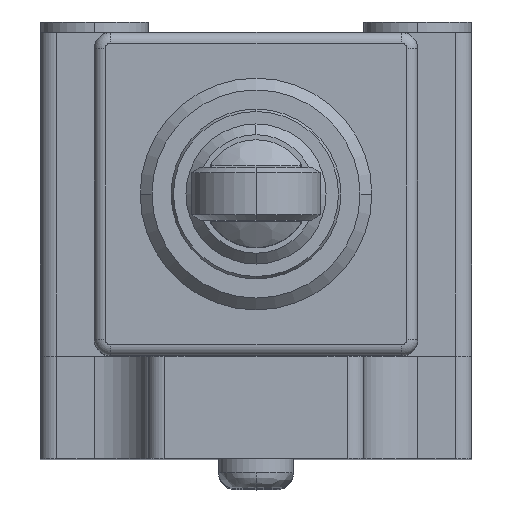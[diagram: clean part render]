
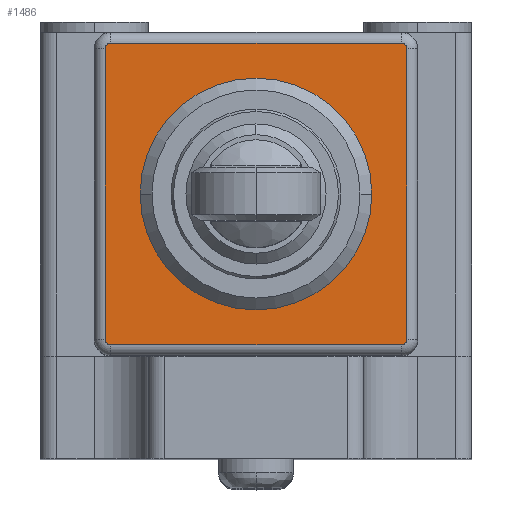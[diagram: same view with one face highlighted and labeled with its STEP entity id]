
A CAD part, top view. The second image highlights one B-rep face of the part: STEP entity #1486.
In plain terms, the highlighted planar face has unit normal (0, 0, 1).
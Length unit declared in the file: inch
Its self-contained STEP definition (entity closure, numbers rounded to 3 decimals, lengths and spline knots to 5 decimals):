
#321 = VERTEX_POINT ( 'NONE', #5682 ) ;
#349 = DIRECTION ( 'NONE',  ( 0., 1., 0. ) ) ;
#365 = CARTESIAN_POINT ( 'NONE',  ( -0.5315, -0.07874, 1.04331 ) ) ;
#428 = LINE ( 'NONE', #4319, #1076 ) ;
#458 = DIRECTION ( 'NONE',  ( -1., 0., 0. ) ) ;
#583 = DIRECTION ( 'NONE',  ( -1., 0., 0. ) ) ;
#744 = LINE ( 'NONE', #2070, #5670 ) ;
#845 = VERTEX_POINT ( 'NONE', #3878 ) ;
#900 = VERTEX_POINT ( 'NONE', #6553 ) ;
#905 = DIRECTION ( 'NONE',  ( 0., 0., -1. ) ) ;
#967 = VERTEX_POINT ( 'NONE', #4153 ) ;
#1063 = CARTESIAN_POINT ( 'NONE',  ( 0., -0.62992, 1.04331 ) ) ;
#1076 = VECTOR ( 'NONE', #349, 39.37008 ) ;
#1121 = VERTEX_POINT ( 'NONE', #365 ) ;
#1369 = CARTESIAN_POINT ( 'NONE',  ( -0.5315, -1.16142, 1.04331 ) ) ;
#1410 = CARTESIAN_POINT ( 'NONE',  ( -0.55118, -0.09843, 1.04331 ) ) ;
#1486 = ADVANCED_FACE ( 'NONE', ( #5544, #4189 ), #6121, .T. ) ;
#1500 = VECTOR ( 'NONE', #583, 39.37008 ) ;
#1671 = ORIENTED_EDGE ( 'NONE', *, *, #4660, .T. ) ;
#1840 = AXIS2_PLACEMENT_3D ( 'NONE', #1063, #2593, #2103 ) ;
#1881 = EDGE_CURVE ( 'NONE', #1121, #3605, #1961, .T. ) ;
#1898 = ORIENTED_EDGE ( 'NONE', *, *, #4203, .F. ) ;
#1933 = ORIENTED_EDGE ( 'NONE', *, *, #4583, .T. ) ;
#1961 = CIRCLE ( 'NONE', #6154, 0.01969 ) ;
#1988 = DIRECTION ( 'NONE',  ( 0., -1., 0. ) ) ;
#2031 = CARTESIAN_POINT ( 'NONE',  ( 0.29528, -1.1811, 1.04331 ) ) ;
#2070 = CARTESIAN_POINT ( 'NONE',  ( -0.29528, -0.07874, 1.04331 ) ) ;
#2087 = VECTOR ( 'NONE', #5909, 39.37008 ) ;
#2103 = DIRECTION ( 'NONE',  ( 1., 0., 0. ) ) ;
#2162 = AXIS2_PLACEMENT_3D ( 'NONE', #5434, #3875, #2371 ) ;
#2197 = CIRCLE ( 'NONE', #5697, 0.01969 ) ;
#2205 = ORIENTED_EDGE ( 'NONE', *, *, #3073, .T. ) ;
#2255 = CARTESIAN_POINT ( 'NONE',  ( 0.55118, -0.33465, 1.04331 ) ) ;
#2265 = EDGE_CURVE ( 'NONE', #3402, #967, #2197, .T. ) ;
#2371 = DIRECTION ( 'NONE',  ( 1., 0., 0. ) ) ;
#2406 = CARTESIAN_POINT ( 'NONE',  ( -0.55118, -1.16142, 1.04331 ) ) ;
#2425 = DIRECTION ( 'NONE',  ( 1., 0., 0. ) ) ;
#2593 = DIRECTION ( 'NONE',  ( 0., 0., 1. ) ) ;
#2635 = CARTESIAN_POINT ( 'NONE',  ( 0.55118, -0.09843, 1.04331 ) ) ;
#2773 = ORIENTED_EDGE ( 'NONE', *, *, #4757, .F. ) ;
#2895 = AXIS2_PLACEMENT_3D ( 'NONE', #5524, #6607, #4535 ) ;
#2949 = VERTEX_POINT ( 'NONE', #6298 ) ;
#2967 = CARTESIAN_POINT ( 'NONE',  ( 0.5315, -1.16142, 1.04331 ) ) ;
#3073 = EDGE_CURVE ( 'NONE', #900, #321, #6056, .T. ) ;
#3402 = VERTEX_POINT ( 'NONE', #2406 ) ;
#3605 = VERTEX_POINT ( 'NONE', #1410 ) ;
#3690 = AXIS2_PLACEMENT_3D ( 'NONE', #3928, #905, #458 ) ;
#3761 = VERTEX_POINT ( 'NONE', #6568 ) ;
#3875 = DIRECTION ( 'NONE',  ( 0., 0., 1. ) ) ;
#3878 = CARTESIAN_POINT ( 'NONE',  ( 0.55118, -1.16142, 1.04331 ) ) ;
#3928 = CARTESIAN_POINT ( 'NONE',  ( 0., -0.62992, 1.04331 ) ) ;
#3933 = LINE ( 'NONE', #2255, #2087 ) ;
#3945 = ORIENTED_EDGE ( 'NONE', *, *, #2265, .T. ) ;
#4153 = CARTESIAN_POINT ( 'NONE',  ( -0.5315, -1.1811, 1.04331 ) ) ;
#4189 = FACE_OUTER_BOUND ( 'NONE', #4696, .T. ) ;
#4203 = EDGE_CURVE ( 'NONE', #1121, #2949, #744, .T. ) ;
#4309 = DIRECTION ( 'NONE',  ( 1., 0., 0. ) ) ;
#4319 = CARTESIAN_POINT ( 'NONE',  ( -0.55118, -0.9252, 1.04331 ) ) ;
#4524 = LINE ( 'NONE', #2031, #1500 ) ;
#4532 = ORIENTED_EDGE ( 'NONE', *, *, #6081, .T. ) ;
#4535 = DIRECTION ( 'NONE',  ( -1., 0., 0. ) ) ;
#4583 = EDGE_CURVE ( 'NONE', #4732, #2949, #5178, .T. ) ;
#4660 = EDGE_CURVE ( 'NONE', #321, #900, #5492, .T. ) ;
#4696 = EDGE_LOOP ( 'NONE', ( #3945, #2773, #4532, #5736, #1933, #1898, #4911, #5466 ) ) ;
#4732 = VERTEX_POINT ( 'NONE', #2635 ) ;
#4757 = EDGE_CURVE ( 'NONE', #3761, #967, #4524, .T. ) ;
#4911 = ORIENTED_EDGE ( 'NONE', *, *, #1881, .T. ) ;
#5045 = EDGE_CURVE ( 'NONE', #4732, #845, #3933, .T. ) ;
#5087 = EDGE_CURVE ( 'NONE', #3402, #3605, #428, .T. ) ;
#5160 = AXIS2_PLACEMENT_3D ( 'NONE', #2967, #6562, #1988 ) ;
#5178 = CIRCLE ( 'NONE', #2162, 0.01969 ) ;
#5434 = CARTESIAN_POINT ( 'NONE',  ( 0.5315, -0.09843, 1.04331 ) ) ;
#5466 = ORIENTED_EDGE ( 'NONE', *, *, #5087, .F. ) ;
#5480 = DIRECTION ( 'NONE',  ( 0., 0., 1. ) ) ;
#5492 = CIRCLE ( 'NONE', #2895, 0.42323 ) ;
#5524 = CARTESIAN_POINT ( 'NONE',  ( 0., -0.62992, 1.04331 ) ) ;
#5544 = FACE_BOUND ( 'NONE', #6414, .T. ) ;
#5670 = VECTOR ( 'NONE', #6228, 39.37008 ) ;
#5682 = CARTESIAN_POINT ( 'NONE',  ( 0.42323, -0.62992, 1.04331 ) ) ;
#5697 = AXIS2_PLACEMENT_3D ( 'NONE', #1369, #5480, #2425 ) ;
#5736 = ORIENTED_EDGE ( 'NONE', *, *, #5045, .F. ) ;
#5909 = DIRECTION ( 'NONE',  ( 0., -1., 0. ) ) ;
#6056 = CIRCLE ( 'NONE', #3690, 0.42323 ) ;
#6081 = EDGE_CURVE ( 'NONE', #3761, #845, #6578, .T. ) ;
#6121 = PLANE ( 'NONE',  #1840 ) ;
#6154 = AXIS2_PLACEMENT_3D ( 'NONE', #6353, #6373, #4309 ) ;
#6228 = DIRECTION ( 'NONE',  ( 1., 0., 0. ) ) ;
#6298 = CARTESIAN_POINT ( 'NONE',  ( 0.5315, -0.07874, 1.04331 ) ) ;
#6353 = CARTESIAN_POINT ( 'NONE',  ( -0.5315, -0.09843, 1.04331 ) ) ;
#6373 = DIRECTION ( 'NONE',  ( 0., 0., 1. ) ) ;
#6414 = EDGE_LOOP ( 'NONE', ( #2205, #1671 ) ) ;
#6553 = CARTESIAN_POINT ( 'NONE',  ( -0.42323, -0.62992, 1.04331 ) ) ;
#6562 = DIRECTION ( 'NONE',  ( 0., 0., 1. ) ) ;
#6568 = CARTESIAN_POINT ( 'NONE',  ( 0.5315, -1.1811, 1.04331 ) ) ;
#6578 = CIRCLE ( 'NONE', #5160, 0.01969 ) ;
#6607 = DIRECTION ( 'NONE',  ( 0., 0., -1. ) ) ;
